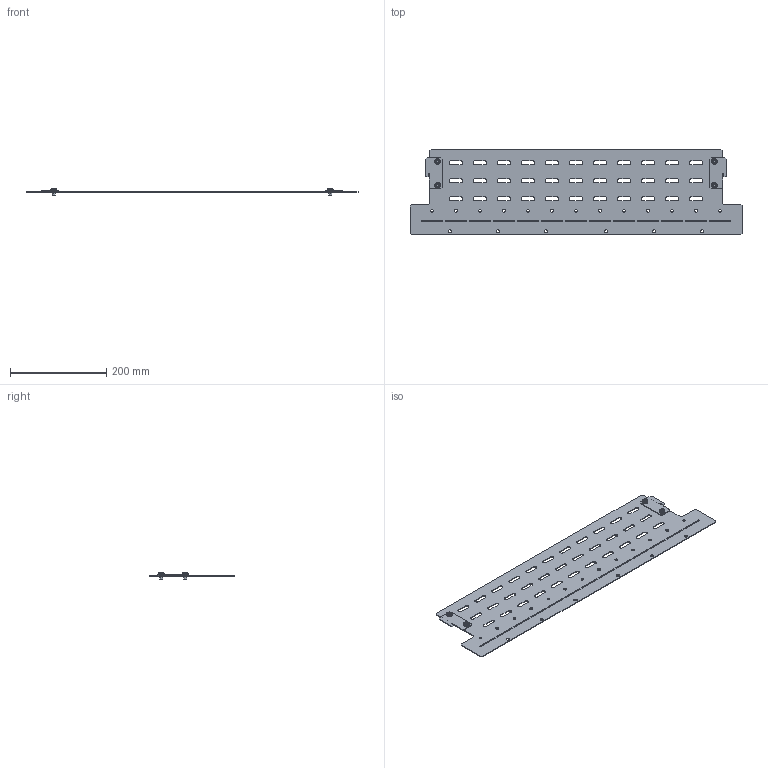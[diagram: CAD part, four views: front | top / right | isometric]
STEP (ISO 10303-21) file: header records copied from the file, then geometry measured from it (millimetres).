
FILE_DESCRIPTION (( 'STEP AP203' ), '1' );
FILE_NAME ('FO-00-SWVR-080 FORMAT Ïåðåãîðîäêà ñåêö. âåðò. êðûøè 800 IP31.STEP', '2025-01-10T11:32:50', ( '' ), ( '' ), 'SwSTEP 2.0', 'SolidWorks 2022', '' );
FILE_SCHEMA (( 'CONFIG_CONTROL_DESIGN' ));
Length unit declared in the file: millimetre
Products named in the file (1): FO-00-SWVR-080 FORMAT Перегородка секц. верт. крыши 800 IP31
Bounding box: 691.5 x 177.68 x 14.2 mm (x, y, z)
Volume: 164304.9 mm3; surface area: 220258.4 mm2
Topology: 1 solids, 1 shells, 420 faces, 1190 edges, 776 vertices
Faces by surface type: cylinder 196, plane 192, cone 16, torus 16
Entity records: 14099 total; most frequent: DIRECTION 2504, CARTESIAN_POINT 2387, ORIENTED_EDGE 2380, EDGE_CURVE 1190, AXIS2_PLACEMENT_3D 893, VERTEX_POINT 776, LINE 718, VECTOR 718
